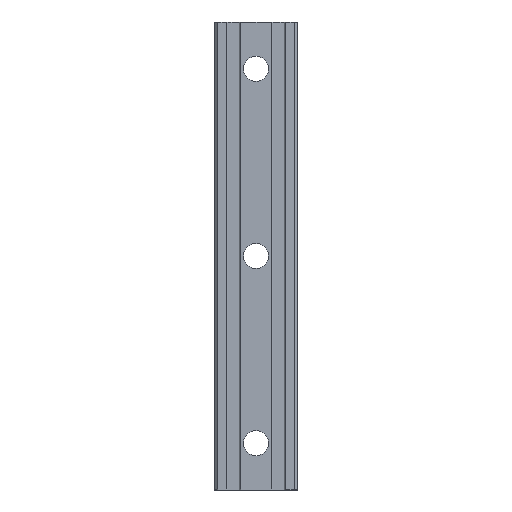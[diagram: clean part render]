
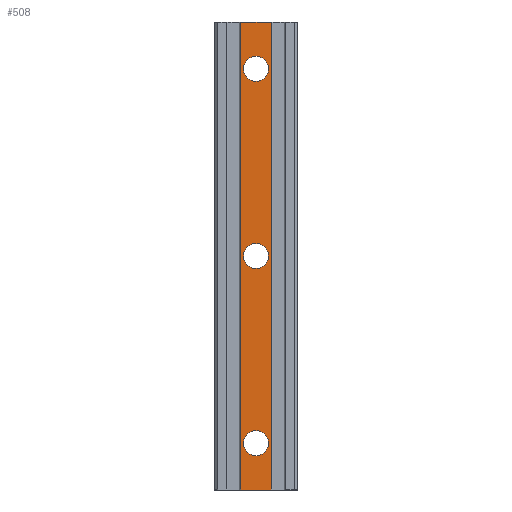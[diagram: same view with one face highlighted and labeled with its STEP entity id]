
A CAD part, front view. The second image highlights one B-rep face of the part: STEP entity #508.
In plain terms, the highlighted planar face has unit normal (0, -1, 0).
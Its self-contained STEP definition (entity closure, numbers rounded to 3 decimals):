
#8 = VERTEX_POINT ( 'NONE', #578 ) ;
#15 = VERTEX_POINT ( 'NONE', #570 ) ;
#16 = EDGE_CURVE ( 'NONE', #15, #8, #569, .T. ) ;
#24 = VERTEX_POINT ( 'NONE', #618 ) ;
#49 = VERTEX_POINT ( 'NONE', #631 ) ;
#57 = EDGE_CURVE ( 'NONE', #59, #49, #685, .T. ) ;
#59 = VERTEX_POINT ( 'NONE', #681 ) ;
#149 = VERTEX_POINT ( 'NONE', #796 ) ;
#203 = VERTEX_POINT ( 'NONE', #883 ) ;
#205 = VERTEX_POINT ( 'NONE', #882 ) ;
#206 = EDGE_CURVE ( 'NONE', #205, #203, #944, .T. ) ;
#215 = EDGE_CURVE ( 'NONE', #220, #24, #925, .T. ) ;
#220 = VERTEX_POINT ( 'NONE', #913 ) ;
#262 = ORIENTED_EDGE ( 'NONE', *, *, #491, .F. ) ;
#339 = EDGE_CURVE ( 'NONE', #24, #220, #1109, .T. ) ;
#356 = EDGE_CURVE ( 'NONE', #203, #205, #1141, .T. ) ;
#385 = EDGE_CURVE ( 'NONE', #8, #15, #1267, .T. ) ;
#474 = ORIENTED_EDGE ( 'NONE', *, *, #356, .T. ) ;
#475 = ORIENTED_EDGE ( 'NONE', *, *, #206, .T. ) ;
#476 = EDGE_LOOP ( 'NONE', ( #477, #478 ) ) ;
#477 = ORIENTED_EDGE ( 'NONE', *, *, #385, .T. ) ;
#478 = ORIENTED_EDGE ( 'NONE', *, *, #16, .T. ) ;
#479 = EDGE_LOOP ( 'NONE', ( #480, #481 ) ) ;
#480 = ORIENTED_EDGE ( 'NONE', *, *, #339, .T. ) ;
#481 = ORIENTED_EDGE ( 'NONE', *, *, #215, .T. ) ;
#482 = EDGE_LOOP ( 'NONE', ( #483, #484, #486, #262 ) ) ;
#483 = ORIENTED_EDGE ( 'NONE', *, *, #1780, .T. ) ;
#484 = ORIENTED_EDGE ( 'NONE', *, *, #485, .T. ) ;
#485 = EDGE_CURVE ( 'NONE', #149, #59, #1426, .T. ) ;
#486 = ORIENTED_EDGE ( 'NONE', *, *, #57, .T. ) ;
#491 = EDGE_CURVE ( 'NONE', #1777, #49, #1412, .T. ) ;
#508 = ADVANCED_FACE ( 'NONE', ( #1443, #1442, #1441, #1440 ), #1439, .T. ) ;
#509 = EDGE_LOOP ( 'NONE', ( #474, #475 ) ) ;
#566 = DIRECTION ( 'NONE',  ( 0., 1., 0. ) ) ;
#567 = CARTESIAN_POINT ( 'NONE',  ( 0., -44., 120. ) ) ;
#568 = AXIS2_PLACEMENT_3D ( 'NONE', #567, #566, #629 ) ;
#569 = CIRCLE ( 'NONE', #568, 8. ) ;
#570 = CARTESIAN_POINT ( 'NONE',  ( 0., -44., 112. ) ) ;
#578 = CARTESIAN_POINT ( 'NONE',  ( 0., -44., 128. ) ) ;
#618 = CARTESIAN_POINT ( 'NONE',  ( 0., -44., 8. ) ) ;
#629 = DIRECTION ( 'NONE',  ( 0., 0., 1. ) ) ;
#631 = CARTESIAN_POINT ( 'NONE',  ( 9.8, -44., 150. ) ) ;
#681 = CARTESIAN_POINT ( 'NONE',  ( 9.8, -44., -150. ) ) ;
#682 = DIRECTION ( 'NONE',  ( 0., 0., 1. ) ) ;
#683 = VECTOR ( 'NONE', #682, 1000. ) ;
#684 = CARTESIAN_POINT ( 'NONE',  ( 9.8, -44., -150. ) ) ;
#685 = LINE ( 'NONE', #684, #683 ) ;
#796 = CARTESIAN_POINT ( 'NONE',  ( -9.8, -44., -150. ) ) ;
#882 = CARTESIAN_POINT ( 'NONE',  ( 0., -44., -128. ) ) ;
#883 = CARTESIAN_POINT ( 'NONE',  ( 0., -44., -112. ) ) ;
#913 = CARTESIAN_POINT ( 'NONE',  ( 0., -44., -8. ) ) ;
#921 = DIRECTION ( 'NONE',  ( 0., 0., 1. ) ) ;
#922 = DIRECTION ( 'NONE',  ( 0., 1., 0. ) ) ;
#923 = CARTESIAN_POINT ( 'NONE',  ( 0., -44., 0. ) ) ;
#924 = AXIS2_PLACEMENT_3D ( 'NONE', #923, #922, #921 ) ;
#925 = CIRCLE ( 'NONE', #924, 8. ) ;
#940 = DIRECTION ( 'NONE',  ( 0., 0., 1. ) ) ;
#941 = DIRECTION ( 'NONE',  ( 0., 1., 0. ) ) ;
#942 = CARTESIAN_POINT ( 'NONE',  ( 0., -44., -120. ) ) ;
#943 = AXIS2_PLACEMENT_3D ( 'NONE', #942, #941, #940 ) ;
#944 = CIRCLE ( 'NONE', #943, 8. ) ;
#1109 = CIRCLE ( 'NONE', #1172, 8. ) ;
#1141 = CIRCLE ( 'NONE', #1201, 8. ) ;
#1169 = DIRECTION ( 'NONE',  ( 0., 0., 1. ) ) ;
#1170 = DIRECTION ( 'NONE',  ( 0., 1., 0. ) ) ;
#1171 = CARTESIAN_POINT ( 'NONE',  ( 0., -44., 0. ) ) ;
#1172 = AXIS2_PLACEMENT_3D ( 'NONE', #1171, #1170, #1169 ) ;
#1198 = DIRECTION ( 'NONE',  ( 0., 0., 1. ) ) ;
#1199 = DIRECTION ( 'NONE',  ( 0., 1., 0. ) ) ;
#1200 = CARTESIAN_POINT ( 'NONE',  ( 0., -44., -120. ) ) ;
#1201 = AXIS2_PLACEMENT_3D ( 'NONE', #1200, #1199, #1198 ) ;
#1208 = CARTESIAN_POINT ( 'NONE',  ( 0., -44., 120. ) ) ;
#1264 = DIRECTION ( 'NONE',  ( 0., 0., 1. ) ) ;
#1265 = DIRECTION ( 'NONE',  ( 0., 1., 0. ) ) ;
#1266 = AXIS2_PLACEMENT_3D ( 'NONE', #1208, #1265, #1264 ) ;
#1267 = CIRCLE ( 'NONE', #1266, 8. ) ;
#1409 = DIRECTION ( 'NONE',  ( 1., 0., 0. ) ) ;
#1410 = VECTOR ( 'NONE', #1409, 1000. ) ;
#1411 = CARTESIAN_POINT ( 'NONE',  ( 0., -44., 150. ) ) ;
#1412 = LINE ( 'NONE', #1411, #1410 ) ;
#1423 = DIRECTION ( 'NONE',  ( 1., 0., 0. ) ) ;
#1424 = VECTOR ( 'NONE', #1423, 1000. ) ;
#1425 = CARTESIAN_POINT ( 'NONE',  ( 0., -44., -150. ) ) ;
#1426 = LINE ( 'NONE', #1425, #1424 ) ;
#1435 = DIRECTION ( 'NONE',  ( 0., 0., -1. ) ) ;
#1436 = DIRECTION ( 'NONE',  ( 0., -1., 0. ) ) ;
#1437 = CARTESIAN_POINT ( 'NONE',  ( -9.8, -44., -150. ) ) ;
#1438 = AXIS2_PLACEMENT_3D ( 'NONE', #1437, #1436, #1435 ) ;
#1439 = PLANE ( 'NONE',  #1438 ) ;
#1440 = FACE_OUTER_BOUND ( 'NONE', #482, .T. ) ;
#1441 = FACE_BOUND ( 'NONE', #479, .T. ) ;
#1442 = FACE_BOUND ( 'NONE', #476, .T. ) ;
#1443 = FACE_BOUND ( 'NONE', #509, .T. ) ;
#1598 = DIRECTION ( 'NONE',  ( 0., 0., -1. ) ) ;
#1599 = VECTOR ( 'NONE', #1598, 1000. ) ;
#1600 = CARTESIAN_POINT ( 'NONE',  ( -9.8, -44., -150. ) ) ;
#1601 = LINE ( 'NONE', #1600, #1599 ) ;
#1608 = CARTESIAN_POINT ( 'NONE',  ( -9.8, -44., 150. ) ) ;
#1777 = VERTEX_POINT ( 'NONE', #1608 ) ;
#1780 = EDGE_CURVE ( 'NONE', #1777, #149, #1601, .T. ) ;
